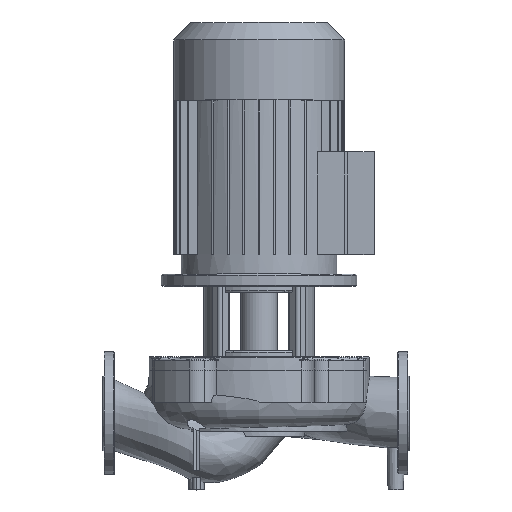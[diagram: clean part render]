
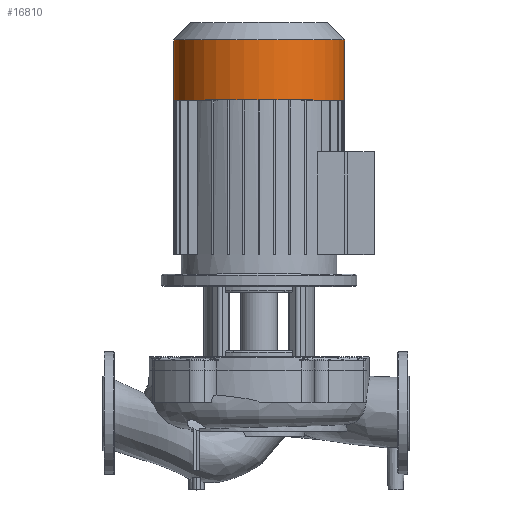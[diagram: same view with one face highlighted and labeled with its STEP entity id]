
A CAD part, top view. The second image highlights one B-rep face of the part: STEP entity #16810.
In plain terms, the highlighted cylindrical face has radius 139.5 mm (diameter 279 mm), a partial arc.
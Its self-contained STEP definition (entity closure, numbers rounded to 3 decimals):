
#12416=CARTESIAN_POINT('',(394.5,511.0,0.0));
#12417=VERTEX_POINT('',#12416);
#12418=CARTESIAN_POINT('',(394.5,609.1,0.0));
#12419=VERTEX_POINT('',#12418);
#12420=CARTESIAN_POINT('',(394.5,511.0,0.0));
#12421=DIRECTION('',(0.0,1.0,0.0));
#12422=VECTOR('',#12421,98.1);
#12423=LINE('',#12420,#12422);
#12424=EDGE_CURVE('',#12417,#12419,#12423,.T.);
#12426=CARTESIAN_POINT('',(115.5,511.0,0.));
#12427=VERTEX_POINT('',#12426);
#12435=CARTESIAN_POINT('',(115.5,609.1,0.));
#12436=VERTEX_POINT('',#12435);
#12437=CARTESIAN_POINT('',(115.5,511.0,0.));
#12438=DIRECTION('',(0.0,1.0,0.0));
#12439=VECTOR('',#12438,98.1);
#12440=LINE('',#12437,#12439);
#12441=EDGE_CURVE('',#12427,#12436,#12440,.T.);
#15359=CARTESIAN_POINT('',(255.0,511.0,0.0));
#15360=DIRECTION('',(0.0,1.0,0.0));
#15361=DIRECTION('',(1.0,0.0,0.0));
#15362=AXIS2_PLACEMENT_3D('',#15359,#15360,#15361);
#15363=CIRCLE('',#15362,139.5);
#15364=EDGE_CURVE('',#12427,#12417,#15363,.T.);
#16789=CARTESIAN_POINT('',(255.0,609.1,0.0));
#16790=DIRECTION('',(0.0,1.0,0.0));
#16791=DIRECTION('',(1.0,0.0,0.0));
#16792=AXIS2_PLACEMENT_3D('',#16789,#16790,#16791);
#16793=CIRCLE('',#16792,139.5);
#16794=EDGE_CURVE('',#12436,#12419,#16793,.T.);
#16799=CARTESIAN_POINT('',(255.0,637.0,0.0));
#16800=DIRECTION('',(0.0,-1.0,0.0));
#16801=DIRECTION('',(1.0,0.0,0.0));
#16802=AXIS2_PLACEMENT_3D('',#16799,#16800,#16801);
#16803=CYLINDRICAL_SURFACE('',#16802,139.5);
#16804=ORIENTED_EDGE('',*,*,#12424,.T.);
#16805=ORIENTED_EDGE('',*,*,#16794,.F.);
#16806=ORIENTED_EDGE('',*,*,#12441,.F.);
#16807=ORIENTED_EDGE('',*,*,#15364,.T.);
#16808=EDGE_LOOP('',(#16804,#16805,#16806,#16807));
#16809=FACE_OUTER_BOUND('',#16808,.T.);
#16810=ADVANCED_FACE('',(#16809),#16803,.T.);
